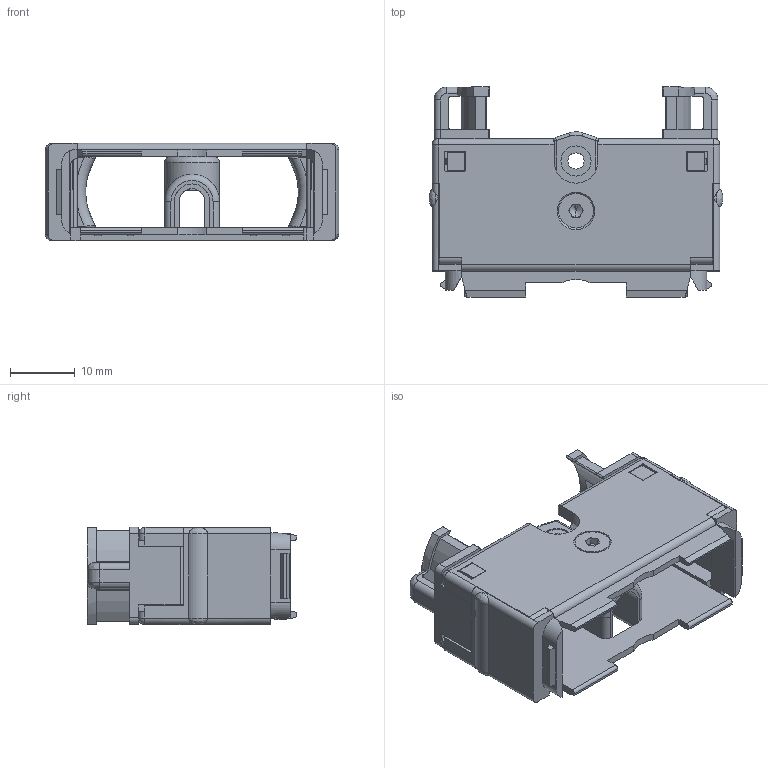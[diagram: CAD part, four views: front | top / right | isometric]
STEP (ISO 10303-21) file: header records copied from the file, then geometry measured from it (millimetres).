
FILE_DESCRIPTION((''),'2;1');
FILE_NAME('33516022303','2019-11-05T',('presta_be4'),(''),'CREO PARAMETRIC BY PTC INC, 2018360','CREO PARAMETRIC BY PTC INC, 2018360','');
FILE_SCHEMA(('CONFIG_CONTROL_DESIGN'));
Length unit declared in the file: millimetre
Products named in the file (1): 33516022303
Bounding box: 45.42 x 32.47 x 15.06 mm (x, y, z)
Volume: 6692.4 mm3; surface area: 8110.2 mm2
Topology: 1 solids, 1 shells, 517 faces, 1431 edges, 916 vertices
Faces by surface type: plane 280, cylinder 200, bspline 12, torus 11, cone 8, sphere 6
Entity records: 17547 total; most frequent: CARTESIAN_POINT 4108, ORIENTED_EDGE 2846, DIRECTION 2781, EDGE_CURVE 1423, VECTOR 947, LINE 947, AXIS2_PLACEMENT_3D 917, VERTEX_POINT 916
